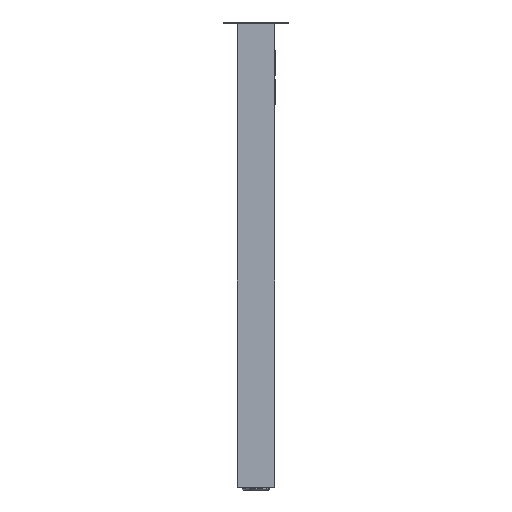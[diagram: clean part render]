
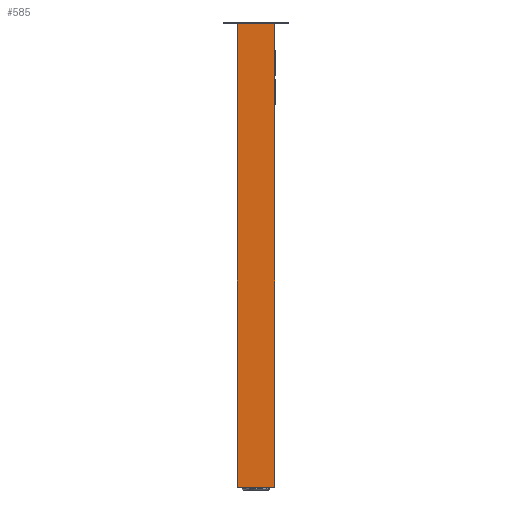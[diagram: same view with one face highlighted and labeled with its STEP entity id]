
A CAD part, left-side view. The second image highlights one B-rep face of the part: STEP entity #585.
In plain terms, the highlighted planar face has unit normal (-1, 0, 0).
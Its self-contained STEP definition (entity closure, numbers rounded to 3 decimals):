
#585=ADVANCED_FACE('',(#1119),#1120,.T.);
#1119=FACE_OUTER_BOUND('',#2277,.T.);
#1120=PLANE('',#2278);
#2277=EDGE_LOOP('',(#3388,#3389,#3390,#3391));
#2278=AXIS2_PLACEMENT_3D('',#3392,#3393,#3394);
#3388=ORIENTED_EDGE('',*,*,#5898,.T.);
#3389=ORIENTED_EDGE('',*,*,#5905,.F.);
#3390=ORIENTED_EDGE('',*,*,#5915,.F.);
#3391=ORIENTED_EDGE('',*,*,#5891,.F.);
#3392=CARTESIAN_POINT('',(-150.0,450.0,167.0));
#3393=DIRECTION('',(-1.0,0.0,0.0));
#3394=DIRECTION('',(0.0,0.0,1.0));
#5891=EDGE_CURVE('',#7097,#7099,#7100,.T.);
#5898=EDGE_CURVE('',#7097,#7110,#7112,.T.);
#5905=EDGE_CURVE('',#7121,#7110,#7123,.T.);
#5915=EDGE_CURVE('',#7099,#7121,#7137,.T.);
#7097=VERTEX_POINT('',#8717);
#7099=VERTEX_POINT('',#8720);
#7100=LINE('',#8721,#8722);
#7110=VERTEX_POINT('',#8737);
#7112=LINE('',#8740,#8741);
#7121=VERTEX_POINT('',#8755);
#7123=LINE('',#8758,#8759);
#7137=LINE('',#8782,#8783);
#8717=CARTESIAN_POINT('',(-150.0,450.0,183.5));
#8720=CARTESIAN_POINT('',(-150.0,450.0,-678.5));
#8721=CARTESIAN_POINT('',(-150.0,450.0,167.0));
#8722=VECTOR('',#10925,1.0);
#8737=CARTESIAN_POINT('',(-150.0,520.0,183.5));
#8740=CARTESIAN_POINT('',(-150.0,450.0,183.5));
#8741=VECTOR('',#10932,1.0);
#8755=CARTESIAN_POINT('',(-150.0,520.0,-678.5));
#8758=CARTESIAN_POINT('',(-150.0,520.0,-540.0));
#8759=VECTOR('',#10939,1.0);
#8782=CARTESIAN_POINT('',(-150.0,450.0,-678.5));
#8783=VECTOR('',#10949,1.0);
#10925=DIRECTION('',(0.0,0.0,-1.0));
#10932=DIRECTION('',(0.0,1.0,0.0));
#10939=DIRECTION('',(0.0,0.0,1.0));
#10949=DIRECTION('',(0.0,1.0,0.0));
